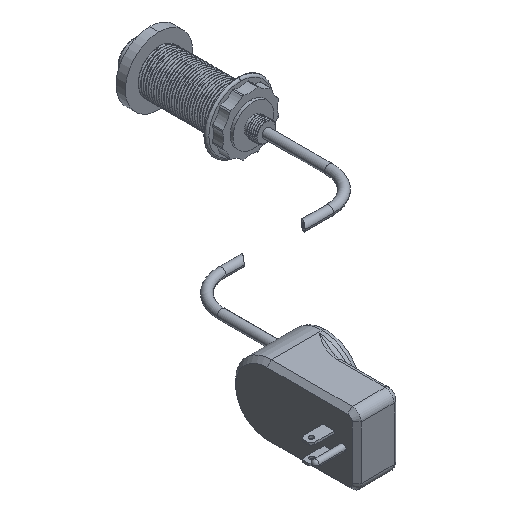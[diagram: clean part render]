
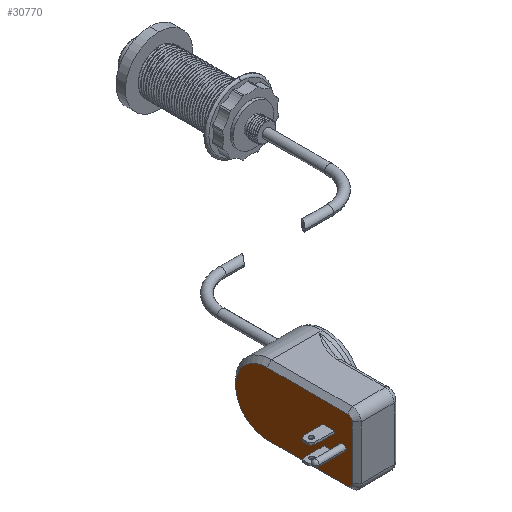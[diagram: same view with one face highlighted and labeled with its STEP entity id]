
A CAD part, isometric view. The second image highlights one B-rep face of the part: STEP entity #30770.
In plain terms, the highlighted planar face has unit normal (-1, 0, 0).
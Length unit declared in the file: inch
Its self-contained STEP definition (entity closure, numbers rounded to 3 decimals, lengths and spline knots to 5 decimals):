
#24902=CARTESIAN_POINT('',(-6.533,-9.729,0.));
#24903=DIRECTION('',(-1.,0.,0.));
#24904=DIRECTION('',(0.,0.,1.));
#24905=AXIS2_PLACEMENT_3D('',#24902,#24903,#24904);
#24910=DIRECTION('',(0.,1.,0.));
#24911=VECTOR('',#24910,2.255);
#24912=CARTESIAN_POINT('',(-6.533,-11.984,
0.87));
#24913=LINE('',#24912,#24911);
#24917=CARTESIAN_POINT('',(-6.533,-11.984,0.745));
#24918=DIRECTION('',(-1.,0.,0.));
#24919=DIRECTION('',(0.,-1.,0.));
#24920=AXIS2_PLACEMENT_3D('',#24917,#24918,#24919);
#24925=DIRECTION('',(0.,0.,1.));
#24926=VECTOR('',#24925,1.49);
#24927=CARTESIAN_POINT('',(-6.533,-12.109,
-0.745));
#24928=LINE('',#24927,#24926);
#24932=CARTESIAN_POINT('',(-6.533,-11.984,-0.745));
#24933=DIRECTION('',(-1.,0.,0.));
#24934=DIRECTION('',(0.,0.,-1.));
#24935=AXIS2_PLACEMENT_3D('',#24932,#24933,#24934);
#24940=DIRECTION('',(0.,-1.,0.));
#24941=VECTOR('',#24940,2.255);
#24942=CARTESIAN_POINT('',(-6.533,-9.729,
-0.87));
#24943=LINE('',#24942,#24941);
#24947=DIRECTION('',(0.,1.,0.));
#24948=VECTOR('',#24947,0.32);
#24949=CARTESIAN_POINT('',(-6.533,-11.614,0.282));
#24950=LINE('',#24949,#24948);
#24954=DIRECTION('',(0.,0.,-1.));
#24955=VECTOR('',#24954,0.062);
#24956=CARTESIAN_POINT('',(-6.533,-11.294,0.282));
#24957=LINE('',#24956,#24955);
#24961=DIRECTION('',(0.,-1.,0.));
#24962=VECTOR('',#24961,0.32);
#24963=CARTESIAN_POINT('',(-6.533,-11.294,0.22));
#24964=LINE('',#24963,#24962);
#24968=DIRECTION('',(0.,0.,1.));
#24969=VECTOR('',#24968,0.062);
#24970=CARTESIAN_POINT('',(-6.533,-11.614,0.22));
#24971=LINE('',#24970,#24969);
#24975=DIRECTION('',(0.,1.,0.));
#24976=VECTOR('',#24975,0.25);
#24977=CARTESIAN_POINT('',(-6.533,-11.579,-0.22));
#24978=LINE('',#24977,#24976);
#24982=DIRECTION('',(0.,0.,-1.));
#24983=VECTOR('',#24982,0.062);
#24984=CARTESIAN_POINT('',(-6.533,-11.329,-0.22));
#24985=LINE('',#24984,#24983);
#24989=DIRECTION('',(0.,-1.,0.));
#24990=VECTOR('',#24989,0.25);
#24991=CARTESIAN_POINT('',(-6.533,-11.329,-0.282));
#24992=LINE('',#24991,#24990);
#24996=DIRECTION('',(0.,0.,1.));
#24997=VECTOR('',#24996,0.062);
#24998=CARTESIAN_POINT('',(-6.533,-11.579,-0.282));
#24999=LINE('',#24998,#24997);
#25003=CARTESIAN_POINT('',(-6.533,-11.849,0.));
#25004=DIRECTION('',(-1.,0.,0.));
#25005=DIRECTION('',(0.,-1.,0.));
#25006=AXIS2_PLACEMENT_3D('',#25003,#25004,#25005);
#25011=CARTESIAN_POINT('',(-6.533,-11.849,0.));
#25012=DIRECTION('',(-1.,0.,0.));
#25013=DIRECTION('',(0.,1.,0.));
#25014=AXIS2_PLACEMENT_3D('',#25011,#25012,#25013);
#29020=CARTESIAN_POINT('',(-6.533,-11.614,0.282));
#29021=CARTESIAN_POINT('',(-6.533,-11.294,0.282));
#29022=VERTEX_POINT('',#29020);
#29023=VERTEX_POINT('',#29021);
#29024=CARTESIAN_POINT('',(-6.533,-11.294,0.22));
#29025=VERTEX_POINT('',#29024);
#29026=CARTESIAN_POINT('',(-6.533,-11.614,0.22));
#29027=VERTEX_POINT('',#29026);
#29028=CARTESIAN_POINT('',(-6.533,-11.579,-0.22));
#29029=CARTESIAN_POINT('',(-6.533,-11.329,-0.22));
#29030=VERTEX_POINT('',#29028);
#29031=VERTEX_POINT('',#29029);
#29032=CARTESIAN_POINT('',(-6.533,-11.329,-0.282));
#29033=VERTEX_POINT('',#29032);
#29034=CARTESIAN_POINT('',(-6.533,-11.579,-0.282));
#29035=VERTEX_POINT('',#29034);
#29042=CARTESIAN_POINT('',(-6.533,-11.939,0.));
#29043=CARTESIAN_POINT('',(-6.533,-11.759,0.));
#29044=VERTEX_POINT('',#29042);
#29045=VERTEX_POINT('',#29043);
#29128=CARTESIAN_POINT('',(-6.533,-9.729,0.87));
#29129=CARTESIAN_POINT('',(-6.533,-9.729,-0.87));
#29130=VERTEX_POINT('',#29128);
#29131=VERTEX_POINT('',#29129);
#29136=CARTESIAN_POINT('',(-6.533,-11.984,
-0.87));
#29137=VERTEX_POINT('',#29136);
#29140=CARTESIAN_POINT('',(-6.533,-12.109,-0.745));
#29141=VERTEX_POINT('',#29140);
#29144=CARTESIAN_POINT('',(-6.533,-12.109,
0.745));
#29145=VERTEX_POINT('',#29144);
#29148=CARTESIAN_POINT('',(-6.533,-11.984,0.87));
#29149=VERTEX_POINT('',#29148);
#30726=CARTESIAN_POINT('',(-6.533,-12.234,0.));
#30727=DIRECTION('',(-1.,0.,0.));
#30728=DIRECTION('',(0.,0.,-1.));
#30729=AXIS2_PLACEMENT_3D('',#30726,#30727,#30728);
#30730=PLANE('',#30729);
#30732=ORIENTED_EDGE('',*,*,#30731,.F.);
#30733=ORIENTED_EDGE('',*,*,#30704,.F.);
#30735=ORIENTED_EDGE('',*,*,#30734,.F.);
#30737=ORIENTED_EDGE('',*,*,#30736,.F.);
#30739=ORIENTED_EDGE('',*,*,#30738,.F.);
#30741=ORIENTED_EDGE('',*,*,#30740,.F.);
#30742=EDGE_LOOP('',(#30732,#30733,#30735,#30737,#30739,#30741));
#30743=FACE_OUTER_BOUND('',#30742,.F.);
#30745=ORIENTED_EDGE('',*,*,#30744,.T.);
#30747=ORIENTED_EDGE('',*,*,#30746,.T.);
#30749=ORIENTED_EDGE('',*,*,#30748,.T.);
#30751=ORIENTED_EDGE('',*,*,#30750,.T.);
#30752=EDGE_LOOP('',(#30745,#30747,#30749,#30751));
#30753=FACE_BOUND('',#30752,.F.);
#30755=ORIENTED_EDGE('',*,*,#30754,.T.);
#30757=ORIENTED_EDGE('',*,*,#30756,.T.);
#30759=ORIENTED_EDGE('',*,*,#30758,.T.);
#30761=ORIENTED_EDGE('',*,*,#30760,.T.);
#30762=EDGE_LOOP('',(#30755,#30757,#30759,#30761));
#30763=FACE_BOUND('',#30762,.F.);
#30765=ORIENTED_EDGE('',*,*,#30764,.T.);
#30767=ORIENTED_EDGE('',*,*,#30766,.T.);
#30768=EDGE_LOOP('',(#30765,#30767));
#30769=FACE_BOUND('',#30768,.F.);
#24906=CIRCLE('',#24905,0.87);
#24921=CIRCLE('',#24920,0.125);
#24936=CIRCLE('',#24935,0.125);
#25007=CIRCLE('',#25006,0.09);
#25015=CIRCLE('',#25014,0.09);
#30704=EDGE_CURVE('',#29149,#29130,#24913,.T.);
#30731=EDGE_CURVE('',#29130,#29131,#24906,.T.);
#30734=EDGE_CURVE('',#29145,#29149,#24921,.T.);
#30736=EDGE_CURVE('',#29141,#29145,#24928,.T.);
#30738=EDGE_CURVE('',#29137,#29141,#24936,.T.);
#30740=EDGE_CURVE('',#29131,#29137,#24943,.T.);
#30744=EDGE_CURVE('',#29022,#29023,#24950,.T.);
#30746=EDGE_CURVE('',#29023,#29025,#24957,.T.);
#30748=EDGE_CURVE('',#29025,#29027,#24964,.T.);
#30750=EDGE_CURVE('',#29027,#29022,#24971,.T.);
#30754=EDGE_CURVE('',#29030,#29031,#24978,.T.);
#30756=EDGE_CURVE('',#29031,#29033,#24985,.T.);
#30758=EDGE_CURVE('',#29033,#29035,#24992,.T.);
#30760=EDGE_CURVE('',#29035,#29030,#24999,.T.);
#30764=EDGE_CURVE('',#29044,#29045,#25007,.T.);
#30766=EDGE_CURVE('',#29045,#29044,#25015,.T.);
#30770=ADVANCED_FACE('',(#30743,#30753,#30763,#30769),#30730,.T.);
